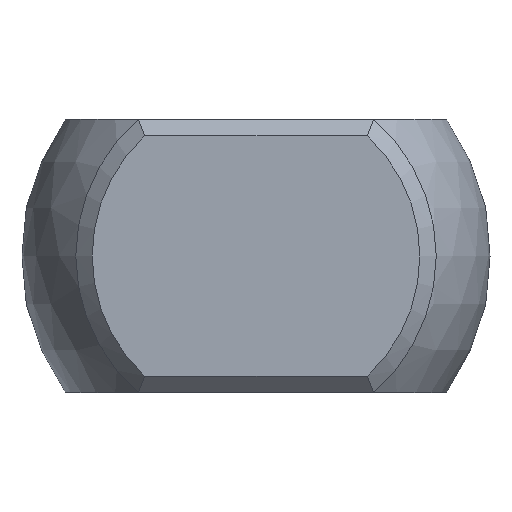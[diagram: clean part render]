
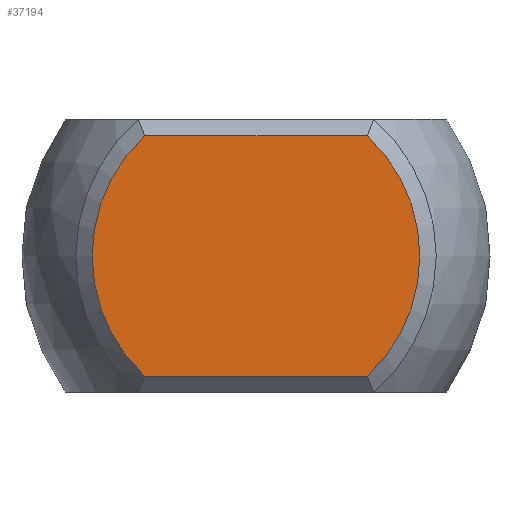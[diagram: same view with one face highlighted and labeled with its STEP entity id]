
A CAD part, left-side view. The second image highlights one B-rep face of the part: STEP entity #37194.
In plain terms, the highlighted planar face has unit normal (-1, 0, 0).
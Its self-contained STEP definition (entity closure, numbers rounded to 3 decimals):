
#35585 = PLANE('',#35586);
#35586 = AXIS2_PLACEMENT_3D('',#35587,#35588,#35589);
#35587 = CARTESIAN_POINT('',(-18.6,4.775,2.35));
#35588 = DIRECTION('',(-0.707,0.,0.707));
#35589 = DIRECTION('',(0.707,0.,0.707));
#36824 = CONICAL_SURFACE('',#36825,3.15,0.785);
#36825 = AXIS2_PLACEMENT_3D('',#36826,#36827,#36828);
#36826 = CARTESIAN_POINT('',(-18.6,0.,0.));
#36827 = DIRECTION('',(1.,0.,0.));
#36828 = DIRECTION('',(0.,-1.,0.));
#36844 = VERTEX_POINT('',#36845);
#36845 = CARTESIAN_POINT('',(-18.75,-2.04,2.2));
#36867 = EDGE_CURVE('',#36844,#36868,#36870,.T.);
#36868 = VERTEX_POINT('',#36869);
#36869 = CARTESIAN_POINT('',(-18.75,-2.04,-2.2));
#36870 = SURFACE_CURVE('',#36871,(#36876,#36883),.PCURVE_S1.);
#36871 = CIRCLE('',#36872,3.);
#36872 = AXIS2_PLACEMENT_3D('',#36873,#36874,#36875);
#36873 = CARTESIAN_POINT('',(-18.75,0.,0.));
#36874 = DIRECTION('',(1.,0.,0.));
#36875 = DIRECTION('',(0.,-1.,0.));
#36876 = PCURVE('',#36824,#36877);
#36877 = DEFINITIONAL_REPRESENTATION('',(#36878),#36882);
#36878 = LINE('',#36879,#36880);
#36879 = CARTESIAN_POINT('',(-6.283,-0.15));
#36880 = VECTOR('',#36881,1.);
#36881 = DIRECTION('',(1.,0.));
#36882 = ( GEOMETRIC_REPRESENTATION_CONTEXT(2) 
PARAMETRIC_REPRESENTATION_CONTEXT() REPRESENTATION_CONTEXT('2D SPACE',''
  ) );
#36883 = PCURVE('',#36884,#36889);
#36884 = PLANE('',#36885);
#36885 = AXIS2_PLACEMENT_3D('',#36886,#36887,#36888);
#36886 = CARTESIAN_POINT('',(-18.75,3.3,0.));
#36887 = DIRECTION('',(-1.,0.,0.));
#36888 = DIRECTION('',(0.,0.,1.));
#36889 = DEFINITIONAL_REPRESENTATION('',(#36890),#36898);
#36890 = ( BOUNDED_CURVE() B_SPLINE_CURVE(2,(#36891,#36892,#36893,#36894
    ,#36895,#36896,#36897),.UNSPECIFIED.,.T.,.F.) 
B_SPLINE_CURVE_WITH_KNOTS((1,2,2,2,2,1),(-2.094,0.,
    2.094,4.189,6.283,8.378),
.UNSPECIFIED.) CURVE() GEOMETRIC_REPRESENTATION_ITEM() 
RATIONAL_B_SPLINE_CURVE((1.,0.5,1.,0.5,1.,0.5,1.)) REPRESENTATION_ITEM(
  '') );
#36891 = CARTESIAN_POINT('',(0.,-6.3));
#36892 = CARTESIAN_POINT('',(-5.196,-6.3));
#36893 = CARTESIAN_POINT('',(-2.598,-1.8));
#36894 = CARTESIAN_POINT('',(0.,2.7));
#36895 = CARTESIAN_POINT('',(2.598,-1.8));
#36896 = CARTESIAN_POINT('',(5.196,-6.3));
#36897 = CARTESIAN_POINT('',(0.,-6.3));
#36898 = ( GEOMETRIC_REPRESENTATION_CONTEXT(2) 
PARAMETRIC_REPRESENTATION_CONTEXT() REPRESENTATION_CONTEXT('2D SPACE',''
  ) );
#36914 = PLANE('',#36915);
#36915 = AXIS2_PLACEMENT_3D('',#36916,#36917,#36918);
#36916 = CARTESIAN_POINT('',(-18.6,-1.475,-2.35));
#36917 = DIRECTION('',(-0.707,0.,-0.707));
#36918 = DIRECTION('',(-0.707,0.,0.707));
#36932 = VERTEX_POINT('',#36933);
#36933 = CARTESIAN_POINT('',(-18.75,2.04,2.2));
#36949 = CONICAL_SURFACE('',#36950,3.15,0.785);
#36950 = AXIS2_PLACEMENT_3D('',#36951,#36952,#36953);
#36951 = CARTESIAN_POINT('',(-18.6,0.,0.));
#36952 = DIRECTION('',(1.,0.,0.));
#36953 = DIRECTION('',(-0.,1.,0.));
#36960 = EDGE_CURVE('',#36932,#36844,#36961,.T.);
#36961 = SURFACE_CURVE('',#36962,(#36966,#36973),.PCURVE_S1.);
#36962 = LINE('',#36963,#36964);
#36963 = CARTESIAN_POINT('',(-18.75,4.775,2.2));
#36964 = VECTOR('',#36965,1.);
#36965 = DIRECTION('',(0.,-1.,0.));
#36966 = PCURVE('',#35585,#36967);
#36967 = DEFINITIONAL_REPRESENTATION('',(#36968),#36972);
#36968 = LINE('',#36969,#36970);
#36969 = CARTESIAN_POINT('',(-0.212,0.));
#36970 = VECTOR('',#36971,1.);
#36971 = DIRECTION('',(0.,-1.));
#36972 = ( GEOMETRIC_REPRESENTATION_CONTEXT(2) 
PARAMETRIC_REPRESENTATION_CONTEXT() REPRESENTATION_CONTEXT('2D SPACE',''
  ) );
#36973 = PCURVE('',#36884,#36974);
#36974 = DEFINITIONAL_REPRESENTATION('',(#36975),#36979);
#36975 = LINE('',#36976,#36977);
#36976 = CARTESIAN_POINT('',(2.2,1.475));
#36977 = VECTOR('',#36978,1.);
#36978 = DIRECTION('',(0.,-1.));
#36979 = ( GEOMETRIC_REPRESENTATION_CONTEXT(2) 
PARAMETRIC_REPRESENTATION_CONTEXT() REPRESENTATION_CONTEXT('2D SPACE',''
  ) );
#37010 = VERTEX_POINT('',#37011);
#37011 = CARTESIAN_POINT('',(-18.75,2.04,-2.2));
#37033 = EDGE_CURVE('',#37010,#36932,#37034,.T.);
#37034 = SURFACE_CURVE('',#37035,(#37040,#37047),.PCURVE_S1.);
#37035 = CIRCLE('',#37036,3.);
#37036 = AXIS2_PLACEMENT_3D('',#37037,#37038,#37039);
#37037 = CARTESIAN_POINT('',(-18.75,0.,0.));
#37038 = DIRECTION('',(1.,0.,0.));
#37039 = DIRECTION('',(-0.,1.,0.));
#37040 = PCURVE('',#36949,#37041);
#37041 = DEFINITIONAL_REPRESENTATION('',(#37042),#37046);
#37042 = LINE('',#37043,#37044);
#37043 = CARTESIAN_POINT('',(-6.283,-0.15));
#37044 = VECTOR('',#37045,1.);
#37045 = DIRECTION('',(1.,0.));
#37046 = ( GEOMETRIC_REPRESENTATION_CONTEXT(2) 
PARAMETRIC_REPRESENTATION_CONTEXT() REPRESENTATION_CONTEXT('2D SPACE',''
  ) );
#37047 = PCURVE('',#36884,#37048);
#37048 = DEFINITIONAL_REPRESENTATION('',(#37049),#37057);
#37049 = ( BOUNDED_CURVE() B_SPLINE_CURVE(2,(#37050,#37051,#37052,#37053
    ,#37054,#37055,#37056),.UNSPECIFIED.,.T.,.F.) 
B_SPLINE_CURVE_WITH_KNOTS((1,2,2,2,2,1),(-2.094,0.,
    2.094,4.189,6.283,8.378),
.UNSPECIFIED.) CURVE() GEOMETRIC_REPRESENTATION_ITEM() 
RATIONAL_B_SPLINE_CURVE((1.,0.5,1.,0.5,1.,0.5,1.)) REPRESENTATION_ITEM(
  '') );
#37050 = CARTESIAN_POINT('',(0.,-0.3));
#37051 = CARTESIAN_POINT('',(5.196,-0.3));
#37052 = CARTESIAN_POINT('',(2.598,-4.8));
#37053 = CARTESIAN_POINT('',(0.,-9.3));
#37054 = CARTESIAN_POINT('',(-2.598,-4.8));
#37055 = CARTESIAN_POINT('',(-5.196,-0.3));
#37056 = CARTESIAN_POINT('',(0.,-0.3));
#37057 = ( GEOMETRIC_REPRESENTATION_CONTEXT(2) 
PARAMETRIC_REPRESENTATION_CONTEXT() REPRESENTATION_CONTEXT('2D SPACE',''
  ) );
#37063 = EDGE_CURVE('',#36868,#37010,#37064,.T.);
#37064 = SURFACE_CURVE('',#37065,(#37069,#37076),.PCURVE_S1.);
#37065 = LINE('',#37066,#37067);
#37066 = CARTESIAN_POINT('',(-18.75,-1.475,-2.2));
#37067 = VECTOR('',#37068,1.);
#37068 = DIRECTION('',(0.,1.,0.));
#37069 = PCURVE('',#36914,#37070);
#37070 = DEFINITIONAL_REPRESENTATION('',(#37071),#37075);
#37071 = LINE('',#37072,#37073);
#37072 = CARTESIAN_POINT('',(0.212,0.));
#37073 = VECTOR('',#37074,1.);
#37074 = DIRECTION('',(0.,1.));
#37075 = ( GEOMETRIC_REPRESENTATION_CONTEXT(2) 
PARAMETRIC_REPRESENTATION_CONTEXT() REPRESENTATION_CONTEXT('2D SPACE',''
  ) );
#37076 = PCURVE('',#36884,#37077);
#37077 = DEFINITIONAL_REPRESENTATION('',(#37078),#37082);
#37078 = LINE('',#37079,#37080);
#37079 = CARTESIAN_POINT('',(-2.2,-4.775));
#37080 = VECTOR('',#37081,1.);
#37081 = DIRECTION('',(0.,1.));
#37082 = ( GEOMETRIC_REPRESENTATION_CONTEXT(2) 
PARAMETRIC_REPRESENTATION_CONTEXT() REPRESENTATION_CONTEXT('2D SPACE',''
  ) );
#37194 = ADVANCED_FACE('',(#37195),#36884,.T.);
#37195 = FACE_BOUND('',#37196,.T.);
#37196 = EDGE_LOOP('',(#37197,#37198,#37199,#37200));
#37197 = ORIENTED_EDGE('',*,*,#36867,.F.);
#37198 = ORIENTED_EDGE('',*,*,#36960,.F.);
#37199 = ORIENTED_EDGE('',*,*,#37033,.F.);
#37200 = ORIENTED_EDGE('',*,*,#37063,.F.);
